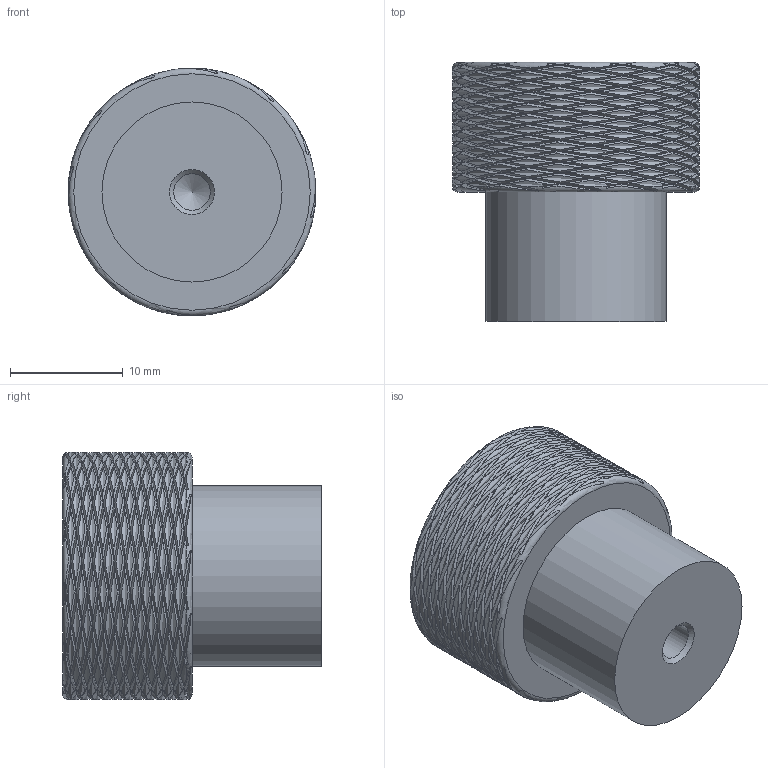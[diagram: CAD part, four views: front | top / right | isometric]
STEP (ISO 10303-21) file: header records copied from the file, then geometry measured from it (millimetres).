
FILE_DESCRIPTION(/* description */ (''),/* implementation_level */ '2;1');
FILE_NAME(/* name */ 'GA-STRUCTURE.stp',/* time_stamp */ '2023-08-24T13:53:20+02:00',/* author */ ('tomaszw'),/* organization */ (''),/* preprocessor_version */ 'ST-DEVELOPER v19.2',/* originating_system */ 'Autodesk Inventor 2023',/* authorisation */ '');
FILE_SCHEMA (('AUTOMOTIVE_DESIGN { 1 0 10303 214 3 1 1 }'));
Products named in the file (1): GA-STRUCTURE
Bounding box: 21.99 x 23 x 21.99 mm (x, y, z)
Volume: 6522 mm3; surface area: 2494 mm2
Topology: 1 solids, 1 shells, 921 faces, 2752 edges, 1834 vertices
Faces by surface type: bspline 600, cylinder 290, plane 15, torus 14, cone 2
Full cylindrical faces by diameter (mm): 3.242 x1, 16 x1
Entity records: 45526 total; most frequent: CARTESIAN_POINT 27700, ORIENTED_EDGE 5502, EDGE_CURVE 2751, B_SPLINE_CURVE_WITH_KNOTS 2642, VERTEX_POINT 1834, EDGE_LOOP 923, FACE_OUTER_BOUND 921, ADVANCED_FACE 921
